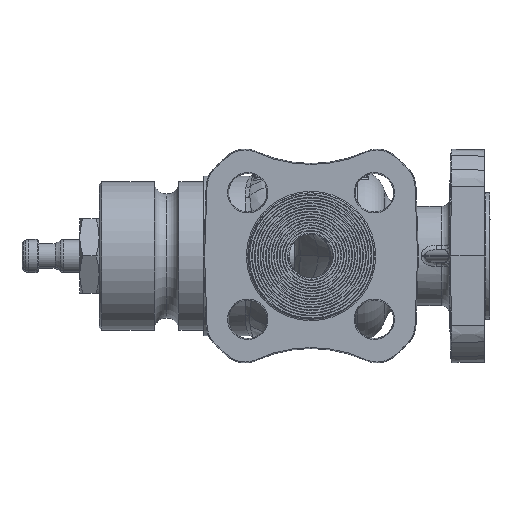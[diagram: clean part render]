
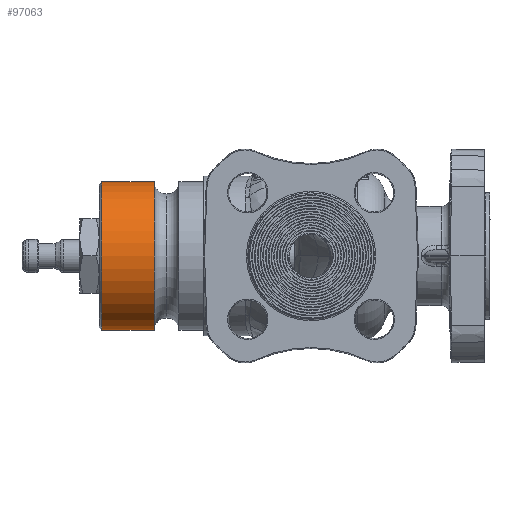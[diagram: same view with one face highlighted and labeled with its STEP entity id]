
A CAD part, left-side view. The second image highlights one B-rep face of the part: STEP entity #97063.
In plain terms, the highlighted cylindrical face has radius 27 mm (diameter 54 mm), a partial arc.
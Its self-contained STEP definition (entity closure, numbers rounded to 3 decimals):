
#19609=CARTESIAN_POINT('',(0.,76.,0.));
#19610=DIRECTION('',(0.,1.,0.));
#19611=DIRECTION('',(0.,0.,-1.));
#19612=AXIS2_PLACEMENT_3D('',#19609,#19610,#19611);
#24313=DIRECTION('',(0.,1.,0.));
#24314=VECTOR('',#24313,19.);
#24315=CARTESIAN_POINT('',(0.,57.,-27.));
#24316=LINE('',#24315,#24314);
#29692=CARTESIAN_POINT('',(0.,57.,0.));
#29693=DIRECTION('',(0.,-1.,0.));
#29694=DIRECTION('',(0.,0.,1.));
#29695=AXIS2_PLACEMENT_3D('',#29692,#29693,#29694);
#38721=DIRECTION('',(0.,1.,0.));
#38722=VECTOR('',#38721,19.);
#38723=CARTESIAN_POINT('',(0.,57.,27.));
#38724=LINE('',#38723,#38722);
#38985=CARTESIAN_POINT('',(0.,57.,-27.));
#38987=VERTEX_POINT('',#38985);
#40130=CARTESIAN_POINT('',(0.,76.,-27.));
#40131=CARTESIAN_POINT('',(0.,76.,27.));
#40132=VERTEX_POINT('',#40130);
#40133=VERTEX_POINT('',#40131);
#40216=CARTESIAN_POINT('',(0.,57.,27.));
#40217=VERTEX_POINT('',#40216);
#97052=CARTESIAN_POINT('',(0.,-65.,0.));
#97053=DIRECTION('',(0.,-1.,0.));
#97054=DIRECTION('',(0.,0.,-1.));
#97055=AXIS2_PLACEMENT_3D('',#97052,#97053,#97054);
#97056=CYLINDRICAL_SURFACE('',#97055,27.);
#97057=ORIENTED_EDGE('',*,*,#67051,.F.);
#97058=ORIENTED_EDGE('',*,*,#83680,.T.);
#97059=ORIENTED_EDGE('',*,*,#67047,.T.);
#97060=ORIENTED_EDGE('',*,*,#48059,.T.);
#97061=EDGE_LOOP('',(#97057,#97058,#97059,#97060));
#97062=FACE_OUTER_BOUND('',#97061,.F.);
#97063=ADVANCED_FACE('',(#97062),#97056,.T.);
#19613=CIRCLE('',#19612,27.);
#29696=CIRCLE('',#29695,27.);
#48059=EDGE_CURVE('',#40132,#40133,#19613,.T.);
#67047=EDGE_CURVE('',#38987,#40132,#24316,.T.);
#67051=EDGE_CURVE('',#40217,#40133,#38724,.T.);
#83680=EDGE_CURVE('',#40217,#38987,#29696,.T.);
